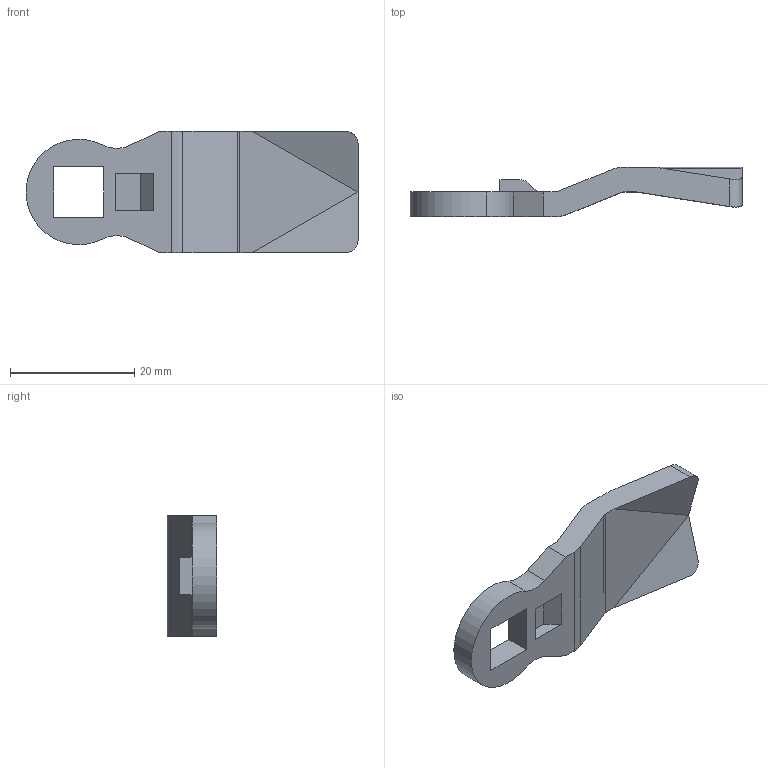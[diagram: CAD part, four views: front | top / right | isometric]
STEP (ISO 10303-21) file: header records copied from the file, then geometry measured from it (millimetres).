
FILE_DESCRIPTION( ( 'STEP AP214' ), '1' );
FILE_NAME( 'K1114.145X1400.stp', '2020-12-10T10:00:45', ( '' ), ( '' ), ' ', 'PARTsolutions', ' ' );
FILE_SCHEMA( ( 'AUTOMOTIVE_DESIGN { 1 0 10303 214 1 1 1 1 }' ) );
Length unit declared in the file: millimetre
Products named in the file (2): K1114.145X1400; _K1114.145X140
Assembly tree (1 placements, depth 2):
  K1114.145X1400
    _K1114.145X140
Bounding box: 53.5 x 8 x 19.5 mm (x, y, z)
Volume: 3634.9 mm3; surface area: 2574.4 mm2
Topology: 1 solids, 1 shells, 41 faces, 110 edges, 73 vertices
Faces by surface type: plane 29, cylinder 12
Entity records: 1650 total; most frequent: CARTESIAN_POINT 226, DIRECTION 220, ORIENTED_EDGE 220, EDGE_CURVE 110, LINE 86, VECTOR 86, VERTEX_POINT 73, AXIS2_PLACEMENT_3D 67
